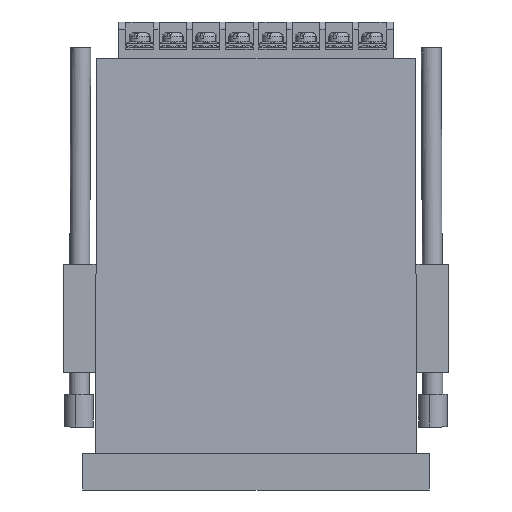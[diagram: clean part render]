
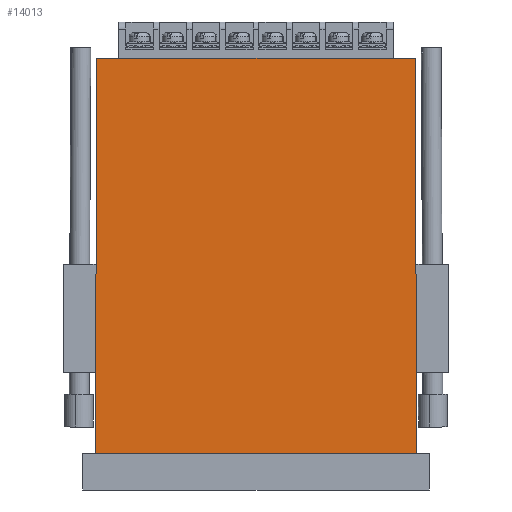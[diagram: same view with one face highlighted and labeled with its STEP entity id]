
A CAD part, front view. The second image highlights one B-rep face of the part: STEP entity #14013.
In plain terms, the highlighted planar face has unit normal (0, -1, 0.005).
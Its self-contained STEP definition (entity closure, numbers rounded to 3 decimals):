
#285 = CARTESIAN_POINT ( 'NONE',  ( 43.998, -22.248, 0.402 ) ) ;
#827 = LINE ( 'NONE', #8258, #13830 ) ;
#1598 = VERTEX_POINT ( 'NONE', #20741 ) ;
#4057 = DIRECTION ( 'NONE',  ( 1., 0., 0. ) ) ;
#4482 = DIRECTION ( 'NONE',  ( 0., -1., 0.005 ) ) ;
#5297 = DIRECTION ( 'NONE',  ( 1., 0., 0. ) ) ;
#5364 = CARTESIAN_POINT ( 'NONE',  ( -44., -22.751, -109.5 ) ) ;
#5432 = AXIS2_PLACEMENT_3D ( 'NONE', #12494, #4482, #17501 ) ;
#5631 = VERTEX_POINT ( 'NONE', #14784 ) ;
#5723 = ORIENTED_EDGE ( 'NONE', *, *, #12843, .T. ) ;
#6504 = CARTESIAN_POINT ( 'NONE',  ( -44.501, -22.751, -109.5 ) ) ;
#7194 = ORIENTED_EDGE ( 'NONE', *, *, #20834, .T. ) ;
#8132 = ORIENTED_EDGE ( 'NONE', *, *, #14706, .F. ) ;
#8258 = CARTESIAN_POINT ( 'NONE',  ( -43.999, -22.249, 0.203 ) ) ;
#10537 = LINE ( 'NONE', #5364, #16129 ) ;
#10713 = EDGE_CURVE ( 'NONE', #1598, #17459, #15372, .T. ) ;
#11091 = LINE ( 'NONE', #285, #14421 ) ;
#11312 = ORIENTED_EDGE ( 'NONE', *, *, #10713, .F. ) ;
#12494 = CARTESIAN_POINT ( 'NONE',  ( -44., -22.25, 0. ) ) ;
#12578 = FACE_OUTER_BOUND ( 'NONE', #16538, .T. ) ;
#12843 = EDGE_CURVE ( 'NONE', #20260, #5631, #10537, .T. ) ;
#13366 = DIRECTION ( 'NONE',  ( -0.005, 0.005, 1. ) ) ;
#13830 = VECTOR ( 'NONE', #17893, 1000. ) ;
#14013 = ADVANCED_FACE ( 'NONE', ( #12578 ), #14131, .T. ) ;
#14131 = PLANE ( 'NONE',  #5432 ) ;
#14421 = VECTOR ( 'NONE', #13366, 1000. ) ;
#14706 = EDGE_CURVE ( 'NONE', #20260, #1598, #827, .T. ) ;
#14784 = CARTESIAN_POINT ( 'NONE',  ( 44.501, -22.751, -109.5 ) ) ;
#15372 = LINE ( 'NONE', #18557, #20895 ) ;
#16129 = VECTOR ( 'NONE', #5297, 1000. ) ;
#16538 = EDGE_LOOP ( 'NONE', ( #11312, #8132, #5723, #7194 ) ) ;
#17459 = VERTEX_POINT ( 'NONE', #17794 ) ;
#17501 = DIRECTION ( 'NONE',  ( 0., -0.005, -1. ) ) ;
#17794 = CARTESIAN_POINT ( 'NONE',  ( 44., -22.25, 0. ) ) ;
#17893 = DIRECTION ( 'NONE',  ( 0.005, 0.005, 1. ) ) ;
#18557 = CARTESIAN_POINT ( 'NONE',  ( -44., -22.25, 0. ) ) ;
#20260 = VERTEX_POINT ( 'NONE', #6504 ) ;
#20741 = CARTESIAN_POINT ( 'NONE',  ( -44., -22.25, 0. ) ) ;
#20834 = EDGE_CURVE ( 'NONE', #5631, #17459, #11091, .T. ) ;
#20895 = VECTOR ( 'NONE', #4057, 1000. ) ;
